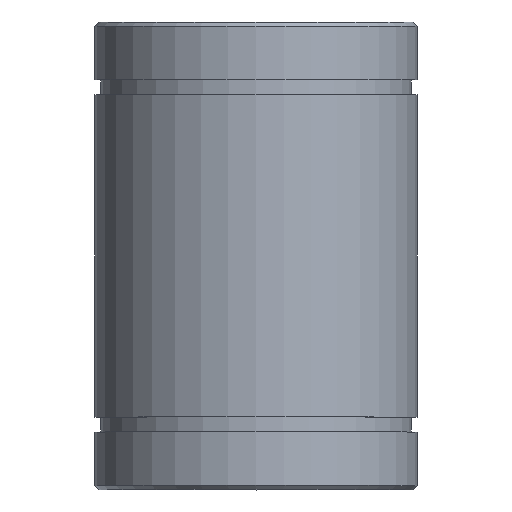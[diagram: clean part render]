
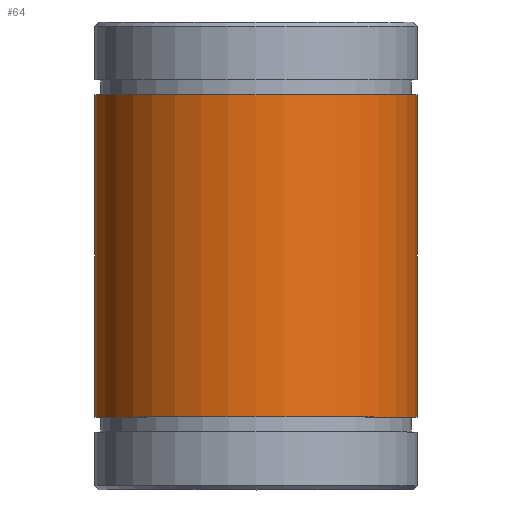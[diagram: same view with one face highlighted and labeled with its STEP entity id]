
A CAD part, top view. The second image highlights one B-rep face of the part: STEP entity #64.
In plain terms, the highlighted cylindrical face has radius 20 mm (diameter 40 mm), a full revolution.
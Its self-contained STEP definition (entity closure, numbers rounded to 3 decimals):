
#64 = ADVANCED_FACE( '', ( #137, #138 ), #139, .T. );
#137 = FACE_OUTER_BOUND( '', #208, .T. );
#138 = FACE_OUTER_BOUND( '', #209, .T. );
#139 = CYLINDRICAL_SURFACE( '', #210, 20. );
#208 = EDGE_LOOP( '', ( #297 ) );
#209 = EDGE_LOOP( '', ( #298 ) );
#210 = AXIS2_PLACEMENT_3D( '', #299, #300, #301 );
#297 = ORIENTED_EDGE( '', *, *, #322, .F. );
#298 = ORIENTED_EDGE( '', *, *, #345, .T. );
#299 = CARTESIAN_POINT( '', ( 0., -60., 0. ) );
#300 = DIRECTION( '', ( 0., 1., 0. ) );
#301 = DIRECTION( '', ( 0., 0., -1. ) );
#322 = EDGE_CURVE( '', #355, #355, #356, .T. );
#345 = EDGE_CURVE( '', #391, #391, #392, .T. );
#355 = VERTEX_POINT( '', #403 );
#356 = CIRCLE( '', #404, 20. );
#391 = VERTEX_POINT( '', #439 );
#392 = CIRCLE( '', #440, 20. );
#403 = CARTESIAN_POINT( '', ( 0., -20., -20. ) );
#404 = AXIS2_PLACEMENT_3D( '', #451, #452, #453 );
#439 = CARTESIAN_POINT( '', ( 0., 20., -20. ) );
#440 = AXIS2_PLACEMENT_3D( '', #490, #491, #492 );
#451 = CARTESIAN_POINT( '', ( 0., -20., 0. ) );
#452 = DIRECTION( '', ( 0., -1., 0. ) );
#453 = DIRECTION( '', ( 0., 0., -1. ) );
#490 = CARTESIAN_POINT( '', ( 0., 20., 0. ) );
#491 = DIRECTION( '', ( 0., -1., 0. ) );
#492 = DIRECTION( '', ( 0., 0., -1. ) );
